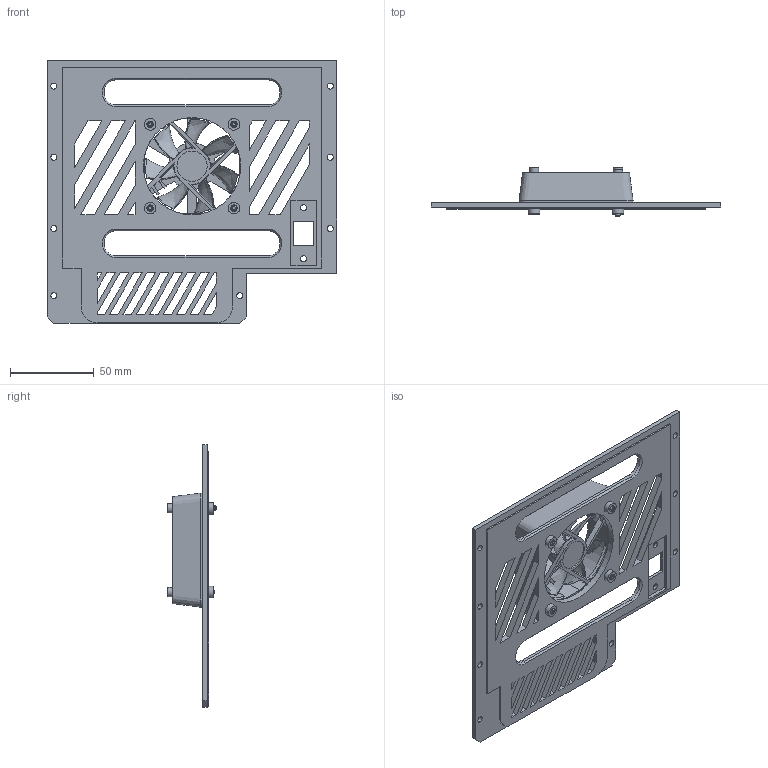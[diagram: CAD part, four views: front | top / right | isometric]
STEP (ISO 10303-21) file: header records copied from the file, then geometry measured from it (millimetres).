
FILE_DESCRIPTION(/* description */ (''),/* implementation_level */ '2;1');
FILE_NAME(/* name */ 'Rear Panel - Generic with 60mm Fan.step',/* time_stamp */ '2022-11-25T12:18:50-06:00',/* author */ (''),/* organization */ (''),/* preprocessor_version */ 'ST-DEVELOPER v19.2',/* originating_system */ 'Autodesk Translation Framework v11.17.0.187',/* authorisation */ '');
FILE_SCHEMA (('AUTOMOTIVE_DESIGN { 1 0 10303 214 3 1 1 }'));
Length unit declared in the file: millimetre
Products named in the file (10): Rear Panel - Generic with 60mm Fan; 6015 Fan Assembly; 6015 Fan; 6015 Fan Cage; 6015 Fan Gasket; PN505; PN704; Fan Wheel; Fan-Sunont_60x60x15mm; USB B Panel
Assembly tree (12 placements, depth 4):
  Rear Panel - Generic with 60mm Fan
    6015 Fan Assembly
      6015 Fan
        6015 Fan Cage
        6015 Fan Gasket
      PN505  x4
      PN704
        Fan Wheel
        Fan-Sunont_60x60x15mm
    USB B Panel
Bounding box: 172.55 x 29.2 x 156.8 mm (x, y, z)
Volume: 81109.4 mm3; surface area: 79179.4 mm2
Topology: 9 solids, 9 shells, 501 faces, 1288 edges, 826 vertices
Faces by surface type: plane 299, cylinder 96, cone 72, bspline 24, torus 10
Full cylindrical faces by diameter (mm): 3 x4, 3.6 x18, 3.8 x4, 4.3 x4, 5.5 x4, 7 x4, 18 x1, 20 x1, 58 x1, 59 x1
Entity records: 15544 total; most frequent: CARTESIAN_POINT 4098, ORIENTED_EDGE 2348, DIRECTION 2209, EDGE_CURVE 1174, LINE 793, VECTOR 793, VERTEX_POINT 763, AXIS2_PLACEMENT_3D 708
